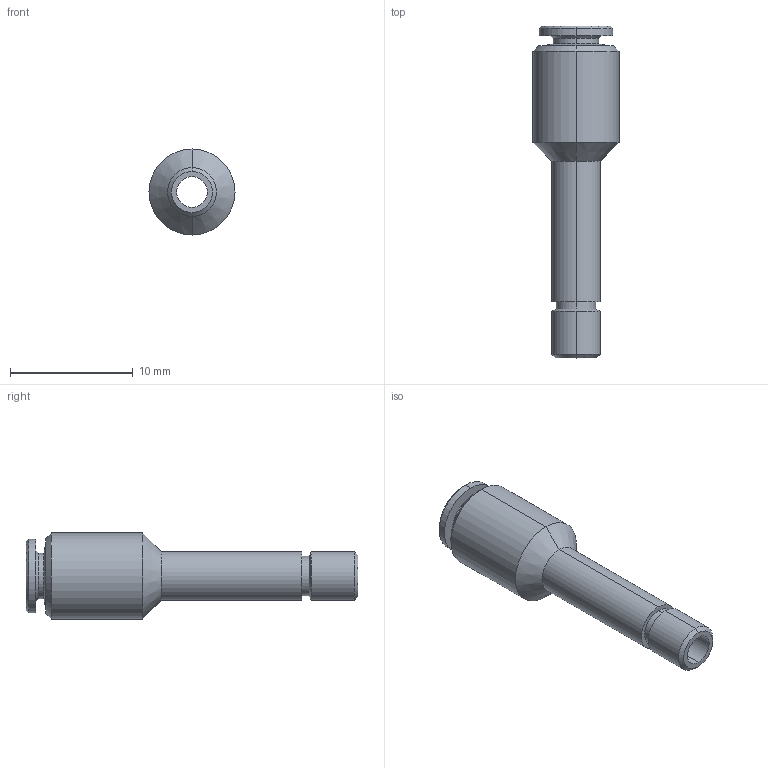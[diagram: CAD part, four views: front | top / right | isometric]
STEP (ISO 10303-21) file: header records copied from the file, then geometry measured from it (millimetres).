
FILE_DESCRIPTION(( 'MA.25.03.04.STEP' ), '1');
FILE_NAME( 'MA.25.03.04.STEP', '2018-10-01T13:23:53',( 'Sopra'),('sopra-pneumatic.com'), 'SwSTEP 2.0','SolidWorks 2009','' );
FILE_SCHEMA (( 'CONFIG_CONTROL_DESIGN' ));
Length unit declared in the file: millimetre
Products named in the file (1): A0150010
Bounding box: 7 x 27 x 7 mm (x, y, z)
Volume: 400.7 mm3; surface area: 731.2 mm2
Topology: 1 solids, 1 shells, 39 faces, 78 edges, 44 vertices
Faces by surface type: cone 18, cylinder 16, plane 5
Entity records: 1085 total; most frequent: DIRECTION 202, CARTESIAN_POINT 162, ORIENTED_EDGE 156, AXIS2_PLACEMENT_3D 84, EDGE_CURVE 78, CIRCLE 44, EDGE_LOOP 44, VERTEX_POINT 44
